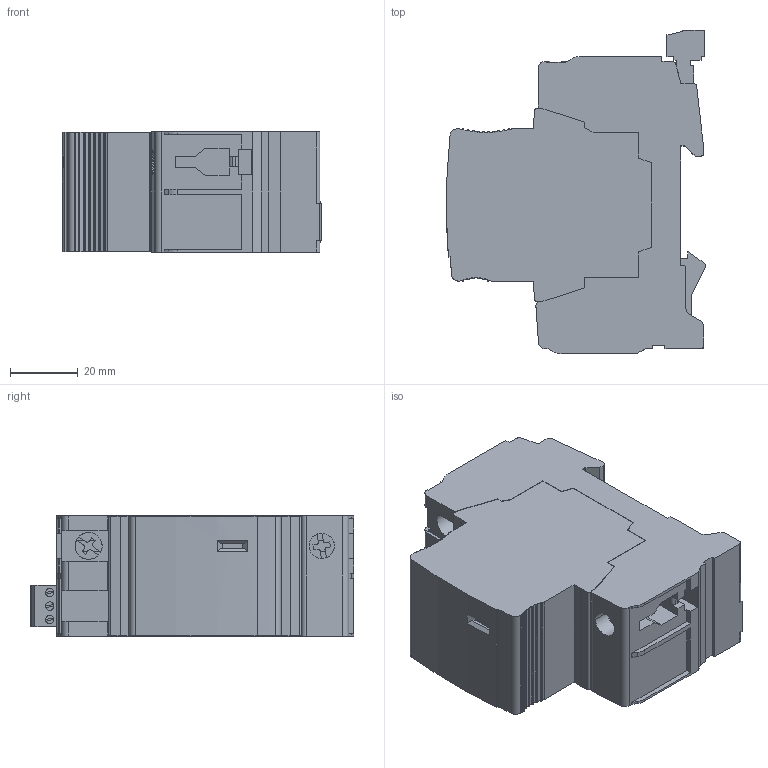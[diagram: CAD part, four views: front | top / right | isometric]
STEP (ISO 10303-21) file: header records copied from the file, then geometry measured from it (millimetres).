
FILE_DESCRIPTION((''),'2;1');
FILE_NAME('B80001522','2017-03-02T',('FRJEGUI'),(''),'CREO PARAMETRIC BY PTC INC, 2016380','CREO PARAMETRIC BY PTC INC, 2016380','');
FILE_SCHEMA(('CONFIG_CONTROL_DESIGN'));
Length unit declared in the file: millimetre
Products named in the file (1): B80001522
Bounding box: 76.67 x 95.8 x 35.6 mm (x, y, z)
Volume: 174089.4 mm3; surface area: 26465.3 mm2
Topology: 1 solids, 1 shells, 453 faces, 1312 edges, 866 vertices
Faces by surface type: plane 348, cylinder 103, cone 2
Entity records: 14882 total; most frequent: CARTESIAN_POINT 2691, ORIENTED_EDGE 2624, DIRECTION 2442, EDGE_CURVE 1312, VECTOR 1076, LINE 1076, VERTEX_POINT 866, AXIS2_PLACEMENT_3D 683
